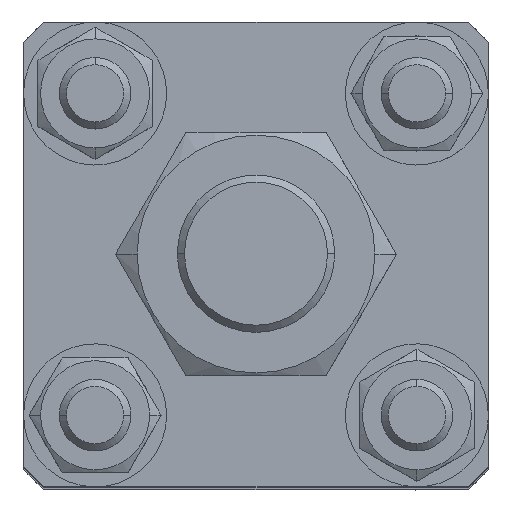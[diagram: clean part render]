
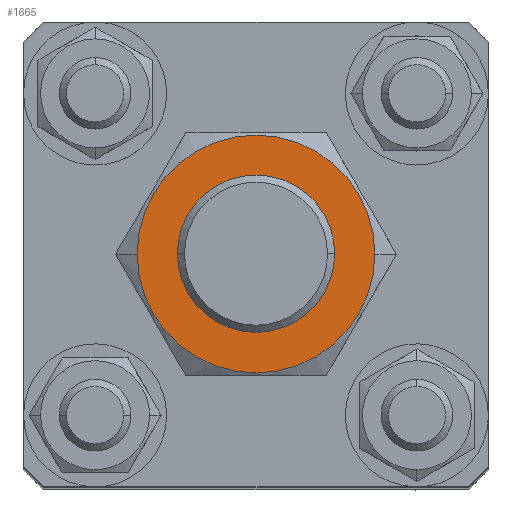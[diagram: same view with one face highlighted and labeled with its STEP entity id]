
A CAD part, top view. The second image highlights one B-rep face of the part: STEP entity #1665.
In plain terms, the highlighted planar face has unit normal (0, 0, 1).
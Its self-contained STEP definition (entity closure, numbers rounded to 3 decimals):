
#488 = DIRECTION ( 'NONE',  ( 0., 0., -1. ) ) ;
#489 = CARTESIAN_POINT ( 'NONE',  ( 0., 0., 0. ) ) ;
#684 = EDGE_CURVE ( 'NONE', #3246, #3433, #2472, .T. ) ;
#948 = CARTESIAN_POINT ( 'NONE',  ( 0., 0., 0. ) ) ;
#949 = DIRECTION ( 'NONE',  ( 0., 0., -1. ) ) ;
#950 = DIRECTION ( 'NONE',  ( 1., 0., 0. ) ) ;
#1665 = ADVANCED_FACE ( 'NONE', ( #2741, #2744 ), #4075, .T. ) ;
#1946 = AXIS2_PLACEMENT_3D ( 'NONE', #489, #488, #4376 ) ;
#2075 = AXIS2_PLACEMENT_3D ( 'NONE', #4076, #4081, #4082 ) ;
#2297 = EDGE_LOOP ( 'NONE', ( #3311, #3286 ) ) ;
#2330 = EDGE_LOOP ( 'NONE', ( #3287, #3290 ) ) ;
#2472 = CIRCLE ( 'NONE', #1946, 16.625 ) ;
#2741 = FACE_BOUND ( 'NONE', #2297, .T. ) ;
#2744 = FACE_OUTER_BOUND ( 'NONE', #2330, .T. ) ;
#2941 = EDGE_CURVE ( 'NONE', #3429, #3041, #6384, .T. ) ;
#2971 = EDGE_CURVE ( 'NONE', #3433, #3246, #6416, .T. ) ;
#3041 = VERTEX_POINT ( 'NONE', #7187 ) ;
#3246 = VERTEX_POINT ( 'NONE', #7259 ) ;
#3286 = ORIENTED_EDGE ( 'NONE', *, *, #3841, .T. ) ;
#3287 = ORIENTED_EDGE ( 'NONE', *, *, #2971, .F. ) ;
#3290 = ORIENTED_EDGE ( 'NONE', *, *, #684, .F. ) ;
#3311 = ORIENTED_EDGE ( 'NONE', *, *, #2941, .T. ) ;
#3429 = VERTEX_POINT ( 'NONE', #7298 ) ;
#3433 = VERTEX_POINT ( 'NONE', #7294 ) ;
#3841 = EDGE_CURVE ( 'NONE', #3041, #3429, #6464, .T. ) ;
#4075 = PLANE ( 'NONE',  #2075 ) ;
#4076 = CARTESIAN_POINT ( 'NONE',  ( 9.815, -17., 0. ) ) ;
#4081 = DIRECTION ( 'NONE',  ( 0., 0., 1. ) ) ;
#4082 = DIRECTION ( 'NONE',  ( 1., 0., 0. ) ) ;
#4376 = DIRECTION ( 'NONE',  ( -1., 0., 0. ) ) ;
#5521 = AXIS2_PLACEMENT_3D ( 'NONE', #7002, #7003, #7004 ) ;
#5542 = AXIS2_PLACEMENT_3D ( 'NONE', #7138, #7139, #7140 ) ;
#5584 = AXIS2_PLACEMENT_3D ( 'NONE', #948, #949, #950 ) ;
#6384 = CIRCLE ( 'NONE', #5521, 10.747 ) ;
#6416 = CIRCLE ( 'NONE', #5542, 16.625 ) ;
#6464 = CIRCLE ( 'NONE', #5584, 10.747 ) ;
#7002 = CARTESIAN_POINT ( 'NONE',  ( 0., 0., 0. ) ) ;
#7003 = DIRECTION ( 'NONE',  ( 0., 0., -1. ) ) ;
#7004 = DIRECTION ( 'NONE',  ( 1., 0., 0. ) ) ;
#7138 = CARTESIAN_POINT ( 'NONE',  ( 0., 0., 0. ) ) ;
#7139 = DIRECTION ( 'NONE',  ( 0., 0., -1. ) ) ;
#7140 = DIRECTION ( 'NONE',  ( -1., 0., 0. ) ) ;
#7187 = CARTESIAN_POINT ( 'NONE',  ( -10.747, 0., 0. ) ) ;
#7259 = CARTESIAN_POINT ( 'NONE',  ( 16.625, 0., 0. ) ) ;
#7294 = CARTESIAN_POINT ( 'NONE',  ( -16.625, 0., 0. ) ) ;
#7298 = CARTESIAN_POINT ( 'NONE',  ( 10.747, 0., 0. ) ) ;
